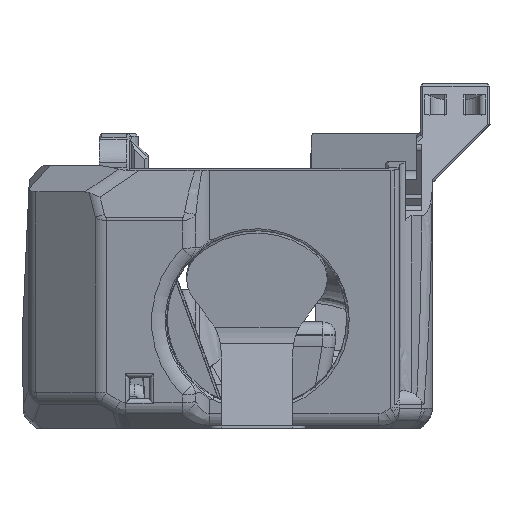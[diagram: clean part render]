
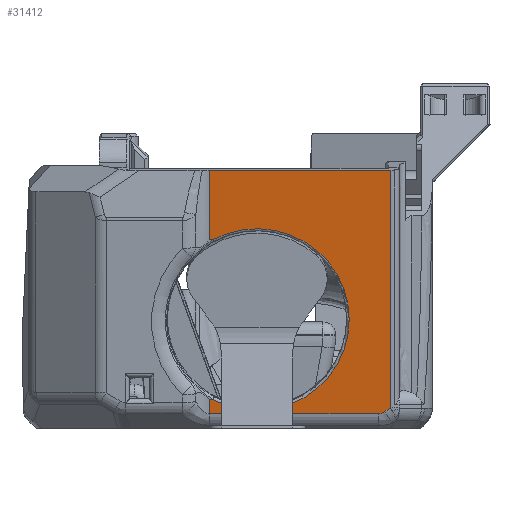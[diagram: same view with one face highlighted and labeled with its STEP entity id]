
A CAD part, left-side view. The second image highlights one B-rep face of the part: STEP entity #31412.
In plain terms, the highlighted planar face has unit normal (-0.985, 0, -0.174).
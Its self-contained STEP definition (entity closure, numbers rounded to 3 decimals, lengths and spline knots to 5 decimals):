
#586=CIRCLE('',#33960,0.0144);
#1867=B_SPLINE_CURVE_WITH_KNOTS('',3,(#51124,#51125,#51126,#51127),
 .UNSPECIFIED.,.F.,.F.,(4,4),(0.61821,1.),.UNSPECIFIED.);
#1938=B_SPLINE_CURVE_WITH_KNOTS('',3,(#52375,#52376,#52377,#52378),
 .UNSPECIFIED.,.F.,.F.,(4,4),(0.,0.3818),.UNSPECIFIED.);
#2576=ELLIPSE('',#33640,0.0032,0.002);
#7563=ORIENTED_EDGE('',*,*,#14920,.T.);
#7564=ORIENTED_EDGE('',*,*,#14935,.F.);
#7565=ORIENTED_EDGE('',*,*,#14936,.F.);
#7566=ORIENTED_EDGE('',*,*,#14937,.F.);
#7567=ORIENTED_EDGE('',*,*,#14938,.T.);
#7568=ORIENTED_EDGE('',*,*,#14543,.T.);
#7569=ORIENTED_EDGE('',*,*,#14471,.F.);
#7570=ORIENTED_EDGE('',*,*,#14470,.T.);
#7571=ORIENTED_EDGE('',*,*,#14468,.T.);
#7572=ORIENTED_EDGE('',*,*,#14466,.F.);
#14466=EDGE_CURVE('',#18575,#18576,#21525,.T.);
#14468=EDGE_CURVE('',#18577,#18576,#2576,.T.);
#14470=EDGE_CURVE('',#18166,#18577,#21526,.T.);
#14471=EDGE_CURVE('',#18166,#18578,#21527,.T.);
#14543=EDGE_CURVE('',#18618,#18578,#1867,.T.);
#14920=EDGE_CURVE('',#18575,#18836,#21728,.T.);
#14935=EDGE_CURVE('',#18847,#18836,#21737,.T.);
#14936=EDGE_CURVE('',#18848,#18847,#21738,.T.);
#14937=EDGE_CURVE('',#18849,#18848,#1938,.F.);
#14938=EDGE_CURVE('',#18849,#18618,#586,.T.);
#18166=VERTEX_POINT('',#47469);
#18575=VERTEX_POINT('',#50572);
#18576=VERTEX_POINT('',#50574);
#18577=VERTEX_POINT('',#50589);
#18578=VERTEX_POINT('',#50595);
#18618=VERTEX_POINT('',#51128);
#18836=VERTEX_POINT('',#52318);
#18847=VERTEX_POINT('',#52372);
#18848=VERTEX_POINT('',#52374);
#18849=VERTEX_POINT('',#52379);
#21525=LINE('',#50573,#24279);
#21526=LINE('',#50592,#24280);
#21527=LINE('',#50594,#24281);
#21728=LINE('',#52319,#24482);
#21737=LINE('',#52371,#24491);
#21738=LINE('',#52373,#24492);
#24279=VECTOR('',#38866,1.);
#24280=VECTOR('',#38875,1.);
#24281=VECTOR('',#38878,1.);
#24482=VECTOR('',#39699,1.);
#24491=VECTOR('',#39720,1.);
#24492=VECTOR('',#39721,1.);
#26636=EDGE_LOOP('',(#7563,#7564,#7565,#7566,#7567,#7568,#7569,#7570,#7571,
#7572));
#28556=FACE_BOUND('',#26636,.T.);
#30015=PLANE('',#33959);
#31412=ADVANCED_FACE('',(#28556),#30015,.F.);
#33640=AXIS2_PLACEMENT_3D('',#50588,#38869,#38870);
#33959=AXIS2_PLACEMENT_3D('',#52370,#39718,#39719);
#33960=AXIS2_PLACEMENT_3D('',#52380,#39722,#39723);
#38866=DIRECTION('',(0.097,0.829,-0.551));
#38869=DIRECTION('',(-0.985,0.,-0.174));
#38870=DIRECTION('',(-0.165,-0.304,0.938));
#38875=DIRECTION('',(0.,-1.,0.));
#38878=DIRECTION('',(-0.174,0.,0.985));
#39699=DIRECTION('',(-0.174,0.,0.985));
#39718=DIRECTION('',(0.985,0.,0.174));
#39719=DIRECTION('',(-0.174,0.,0.985));
#39720=DIRECTION('',(0.,-1.,0.));
#39721=DIRECTION('',(-0.174,0.,0.985));
#39722=DIRECTION('',(0.985,0.,0.174));
#39723=DIRECTION('',(0.174,0.,-0.985));
#47469=CARTESIAN_POINT('',(-0.02786,0.01227,0.00226));
#50572=CARTESIAN_POINT('',(-0.02803,-0.016,0.00322));
#50573=CARTESIAN_POINT('',(-0.02782,-0.0142,0.00202));
#50574=CARTESIAN_POINT('',(-0.02792,-0.01507,0.0026));
#50588=CARTESIAN_POINT('',(-0.0284,-0.01465,0.00533));
#50589=CARTESIAN_POINT('',(-0.02786,-0.01407,0.00226));
#50592=CARTESIAN_POINT('',(-0.02786,-0.01465,0.00226));
#50594=CARTESIAN_POINT('',(-0.03119,0.01227,0.0211));
#50595=CARTESIAN_POINT('',(-0.02826,0.01227,0.00448));
#51124=CARTESIAN_POINT('',(-0.02826,0.01177,0.00453));
#51125=CARTESIAN_POINT('',(-0.02826,0.01193,0.00452));
#51126=CARTESIAN_POINT('',(-0.02826,0.0121,0.0045));
#51127=CARTESIAN_POINT('',(-0.02826,0.01227,0.00448));
#51128=CARTESIAN_POINT('',(-0.02826,0.01177,0.00453));
#52318=CARTESIAN_POINT('',(-0.03457,-0.016,0.0403));
#52319=CARTESIAN_POINT('',(-0.00766,-0.016,-0.1123));
#52370=CARTESIAN_POINT('',(-0.03119,0.02485,0.0211));
#52371=CARTESIAN_POINT('',(-0.03457,0.02485,0.0403));
#52372=CARTESIAN_POINT('',(-0.03457,0.01227,0.0403));
#52373=CARTESIAN_POINT('',(-0.03119,0.01227,0.0211));
#52374=CARTESIAN_POINT('',(-0.03266,0.01227,0.02946));
#52375=CARTESIAN_POINT('',(-0.03266,0.01227,0.02946));
#52376=CARTESIAN_POINT('',(-0.03266,0.0121,0.02944));
#52377=CARTESIAN_POINT('',(-0.03265,0.01193,0.02943));
#52378=CARTESIAN_POINT('',(-0.03265,0.01177,0.02941));
#52379=CARTESIAN_POINT('',(-0.03265,0.01177,0.02941));
#52380=CARTESIAN_POINT('',(-0.03046,0.00485,0.01697));
